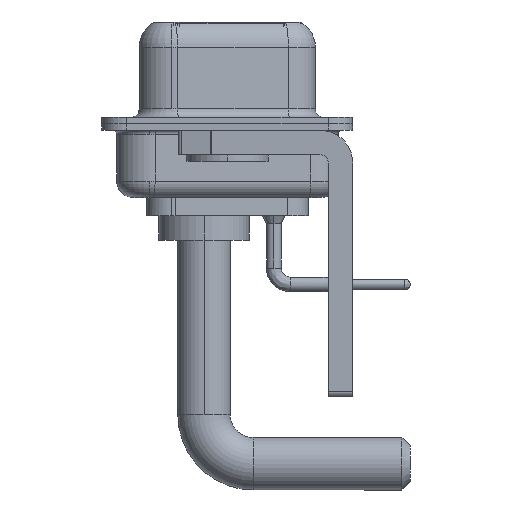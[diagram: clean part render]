
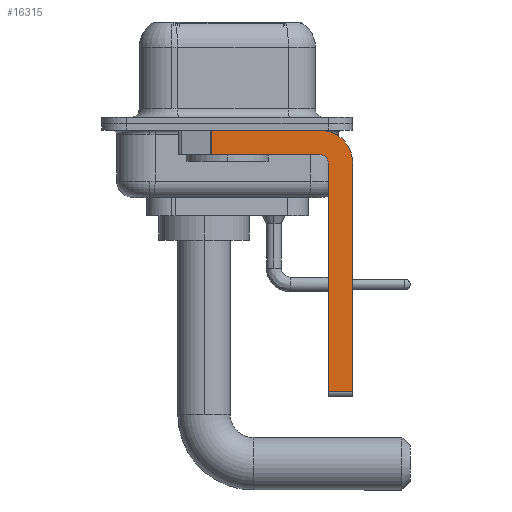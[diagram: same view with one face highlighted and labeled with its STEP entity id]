
A CAD part, left-side view. The second image highlights one B-rep face of the part: STEP entity #16315.
In plain terms, the highlighted planar face has unit normal (-1, 0, 0).
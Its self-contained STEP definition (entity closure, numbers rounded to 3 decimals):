
#110 = CARTESIAN_POINT ( 'NONE',  ( -2.9, 0.978, -1.9 ) ) ;
#196 = EDGE_LOOP ( 'NONE', ( #786, #11096, #17247, #20628, #15885, #7688, #19842, #4755 ) ) ;
#213 = LINE ( 'NONE', #6890, #10599 ) ;
#428 = CARTESIAN_POINT ( 'NONE',  ( -2.9, -7.65, -2.4 ) ) ;
#492 = CARTESIAN_POINT ( 'NONE',  ( -2.9, 3., -0.4 ) ) ;
#643 = EDGE_CURVE ( 'NONE', #15454, #18148, #20398, .T. ) ;
#786 = ORIENTED_EDGE ( 'NONE', *, *, #643, .F. ) ;
#2128 = VECTOR ( 'NONE', #7280, 1000. ) ;
#2350 = DIRECTION ( 'NONE',  ( 0., 0., -1. ) ) ;
#2380 = AXIS2_PLACEMENT_3D ( 'NONE', #21039, #17377, #12378 ) ;
#2764 = EDGE_CURVE ( 'NONE', #13296, #3718, #3216, .T. ) ;
#3076 = EDGE_CURVE ( 'NONE', #12710, #20105, #13657, .T. ) ;
#3194 = VERTEX_POINT ( 'NONE', #10308 ) ;
#3216 = LINE ( 'NONE', #17343, #13890 ) ;
#3718 = VERTEX_POINT ( 'NONE', #18719 ) ;
#3773 = DIRECTION ( 'NONE',  ( 0., 0., 1. ) ) ;
#4565 = PLANE ( 'NONE',  #5746 ) ;
#4755 = ORIENTED_EDGE ( 'NONE', *, *, #16826, .F. ) ;
#5558 = CARTESIAN_POINT ( 'NONE',  ( -2.9, -7.65, -2.4 ) ) ;
#5746 = AXIS2_PLACEMENT_3D ( 'NONE', #18252, #12807, #7905 ) ;
#5978 = CARTESIAN_POINT ( 'NONE',  ( -2.9, -5.65, -2.4 ) ) ;
#6890 = CARTESIAN_POINT ( 'NONE',  ( -2.9, -6.15, -16.6 ) ) ;
#7096 = VECTOR ( 'NONE', #2350, 1000. ) ;
#7280 = DIRECTION ( 'NONE',  ( 0., -1., 0. ) ) ;
#7688 = ORIENTED_EDGE ( 'NONE', *, *, #2764, .T. ) ;
#7905 = DIRECTION ( 'NONE',  ( 0., 0., -1. ) ) ;
#9328 = DIRECTION ( 'NONE',  ( 1., 0., 0. ) ) ;
#10058 = CARTESIAN_POINT ( 'NONE',  ( -2.9, -5.65, -0.4 ) ) ;
#10230 = EDGE_CURVE ( 'NONE', #3194, #12710, #13413, .T. ) ;
#10308 = CARTESIAN_POINT ( 'NONE',  ( -2.9, -6.15, -2.4 ) ) ;
#10599 = VECTOR ( 'NONE', #3773, 1000. ) ;
#10657 = VERTEX_POINT ( 'NONE', #5558 ) ;
#10821 = LINE ( 'NONE', #17592, #7096 ) ;
#11096 = ORIENTED_EDGE ( 'NONE', *, *, #12964, .T. ) ;
#11232 = DIRECTION ( 'NONE',  ( 0., 0., -1. ) ) ;
#11256 = EDGE_CURVE ( 'NONE', #13296, #3194, #213, .T. ) ;
#12378 = DIRECTION ( 'NONE',  ( 0., 0., 1. ) ) ;
#12664 = LINE ( 'NONE', #428, #13217 ) ;
#12710 = VERTEX_POINT ( 'NONE', #15275 ) ;
#12807 = DIRECTION ( 'NONE',  ( 1., 0., 0. ) ) ;
#12964 = EDGE_CURVE ( 'NONE', #15454, #20105, #10821, .T. ) ;
#13217 = VECTOR ( 'NONE', #17439, 1000. ) ;
#13296 = VERTEX_POINT ( 'NONE', #21308 ) ;
#13413 = CIRCLE ( 'NONE', #2380, 0.5 ) ;
#13657 = LINE ( 'NONE', #17092, #19573 ) ;
#13890 = VECTOR ( 'NONE', #15468, 1000. ) ;
#15275 = CARTESIAN_POINT ( 'NONE',  ( -2.9, -5.65, -1.9 ) ) ;
#15454 = VERTEX_POINT ( 'NONE', #18273 ) ;
#15468 = DIRECTION ( 'NONE',  ( 0., -1., 0. ) ) ;
#15885 = ORIENTED_EDGE ( 'NONE', *, *, #11256, .F. ) ;
#16315 = ADVANCED_FACE ( 'NONE', ( #19578 ), #4565, .F. ) ;
#16785 = AXIS2_PLACEMENT_3D ( 'NONE', #5978, #9328, #11232 ) ;
#16826 = EDGE_CURVE ( 'NONE', #18148, #10657, #19270, .T. ) ;
#17092 = CARTESIAN_POINT ( 'NONE',  ( -2.9, -5.65, -1.9 ) ) ;
#17247 = ORIENTED_EDGE ( 'NONE', *, *, #3076, .F. ) ;
#17343 = CARTESIAN_POINT ( 'NONE',  ( -2.9, -5.65, -16.35 ) ) ;
#17377 = DIRECTION ( 'NONE',  ( -1., 0., 0. ) ) ;
#17439 = DIRECTION ( 'NONE',  ( 0., 0., -1. ) ) ;
#17592 = CARTESIAN_POINT ( 'NONE',  ( -2.9, 0.978, -1.9 ) ) ;
#18148 = VERTEX_POINT ( 'NONE', #10058 ) ;
#18252 = CARTESIAN_POINT ( 'NONE',  ( -2.9, -5.65, -2.4 ) ) ;
#18273 = CARTESIAN_POINT ( 'NONE',  ( -2.9, 0.978, -0.4 ) ) ;
#18719 = CARTESIAN_POINT ( 'NONE',  ( -2.9, -7.65, -16.35 ) ) ;
#19270 = CIRCLE ( 'NONE', #16785, 2. ) ;
#19573 = VECTOR ( 'NONE', #20646, 1000. ) ;
#19578 = FACE_OUTER_BOUND ( 'NONE', #196, .T. ) ;
#19842 = ORIENTED_EDGE ( 'NONE', *, *, #20680, .F. ) ;
#20105 = VERTEX_POINT ( 'NONE', #110 ) ;
#20398 = LINE ( 'NONE', #492, #2128 ) ;
#20628 = ORIENTED_EDGE ( 'NONE', *, *, #10230, .F. ) ;
#20646 = DIRECTION ( 'NONE',  ( 0., 1., 0. ) ) ;
#20680 = EDGE_CURVE ( 'NONE', #10657, #3718, #12664, .T. ) ;
#21039 = CARTESIAN_POINT ( 'NONE',  ( -2.9, -5.65, -2.4 ) ) ;
#21308 = CARTESIAN_POINT ( 'NONE',  ( -2.9, -6.15, -16.35 ) ) ;
